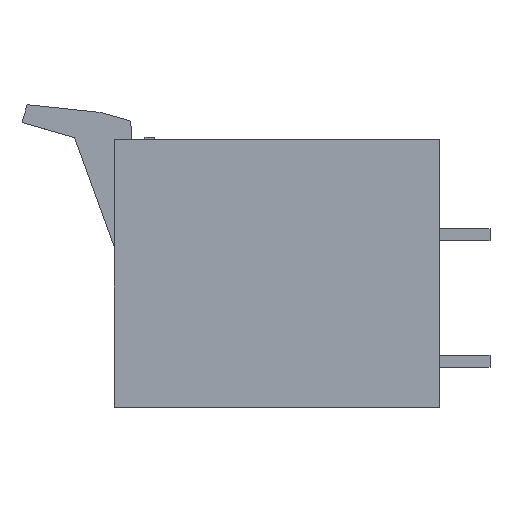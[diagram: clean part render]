
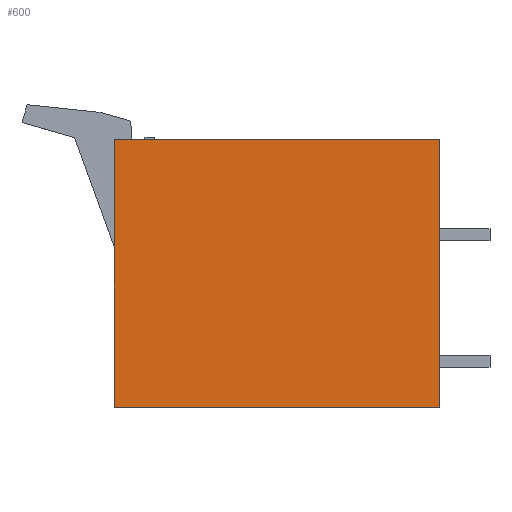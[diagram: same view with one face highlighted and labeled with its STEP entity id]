
A CAD part, left-side view. The second image highlights one B-rep face of the part: STEP entity #600.
In plain terms, the highlighted planar face has unit normal (-1, 0, 0).
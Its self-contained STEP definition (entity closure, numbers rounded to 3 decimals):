
#580=AXIS2_PLACEMENT_3D('Plane Axis2P3D',#577,#578,#579) ;
#120=CARTESIAN_POINT('Vertex',(0.,5.,0.)) ;
#204=CARTESIAN_POINT('Vertex',(0.,5.,26.45)) ;
#207=CARTESIAN_POINT('Line Origine',(0.,5.,13.225)) ;
#377=CARTESIAN_POINT('Vertex',(0.,37.13,0.)) ;
#437=CARTESIAN_POINT('Line Origine',(0.,21.065,0.)) ;
#577=CARTESIAN_POINT('Axis2P3D Location',(0.,0.,0.)) ;
#582=CARTESIAN_POINT('Line Origine',(0.,21.065,26.45)) ;
#586=CARTESIAN_POINT('Vertex',(0.,37.13,26.45)) ;
#589=CARTESIAN_POINT('Line Origine',(0.,37.13,13.225)) ;
#208=DIRECTION('Vector Direction',(0.,0.,1.)) ;
#438=DIRECTION('Vector Direction',(0.,-1.,0.)) ;
#578=DIRECTION('Axis2P3D Direction',(-1.,0.,0.)) ;
#579=DIRECTION('Axis2P3D XDirection',(0.,-1.,0.)) ;
#583=DIRECTION('Vector Direction',(0.,1.,0.)) ;
#590=DIRECTION('Vector Direction',(0.,0.,-1.)) ;
#209=VECTOR('Line Direction',#208,1.) ;
#439=VECTOR('Line Direction',#438,1.) ;
#584=VECTOR('Line Direction',#583,1.) ;
#591=VECTOR('Line Direction',#590,1.) ;
#595=ORIENTED_EDGE('',*,*,#441,.T.) ;
#596=ORIENTED_EDGE('',*,*,#211,.T.) ;
#597=ORIENTED_EDGE('',*,*,#588,.T.) ;
#598=ORIENTED_EDGE('',*,*,#593,.T.) ;
#600=ADVANCED_FACE('HOUSING',(#599),#581,.T.) ;
#211=EDGE_CURVE('',#121,#205,#210,.T.) ;
#441=EDGE_CURVE('',#378,#121,#440,.T.) ;
#588=EDGE_CURVE('',#205,#587,#585,.T.) ;
#593=EDGE_CURVE('',#587,#378,#592,.T.) ;
#594=EDGE_LOOP('',(#595,#596,#597,#598)) ;
#599=FACE_OUTER_BOUND('',#594,.T.) ;
#210=LINE('Line',#207,#209) ;
#440=LINE('Line',#437,#439) ;
#585=LINE('Line',#582,#584) ;
#592=LINE('Line',#589,#591) ;
#581=PLANE('',#580) ;
#121=VERTEX_POINT('',#120) ;
#205=VERTEX_POINT('',#204) ;
#378=VERTEX_POINT('',#377) ;
#587=VERTEX_POINT('',#586) ;
